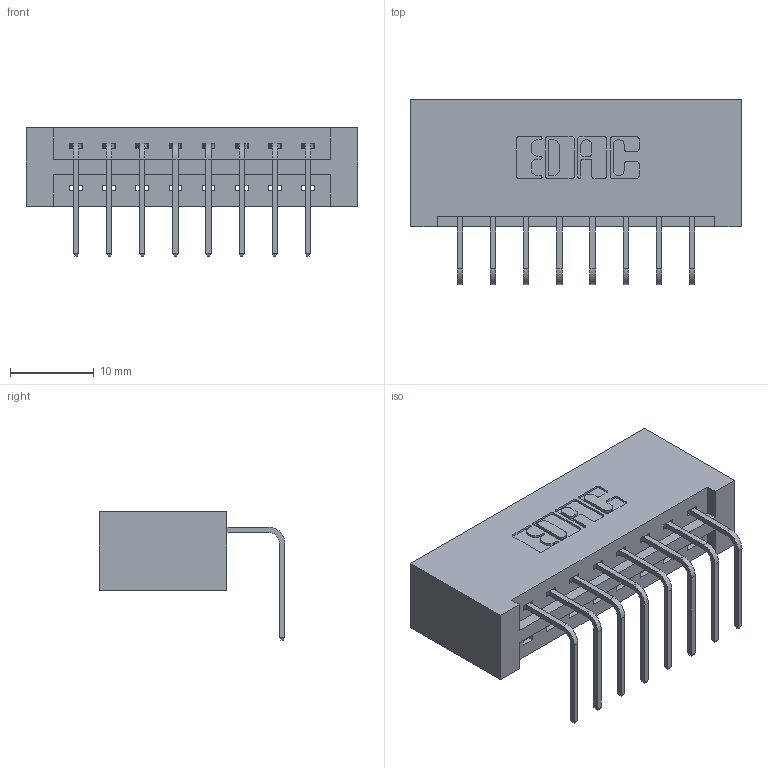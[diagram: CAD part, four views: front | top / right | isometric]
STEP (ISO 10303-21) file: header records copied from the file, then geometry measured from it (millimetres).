
FILE_DESCRIPTION (( 'STEP AP203' ), '1' );
FILE_NAME ('337-008-558-101.STEP', '2019-10-07T11:12:17', ( '' ), ( '' ), 'SwSTEP 2.0', 'SolidWorks 2016', '' );
FILE_SCHEMA (( 'CONFIG_CONTROL_DESIGN' ));
Length unit declared in the file: inch
Products named in the file (3): 337-008-558-101; 337 Part_No Mounting Lugs; 345-292-001_558 Tail - 2
Assembly tree (9 placements, depth 2):
  337-008-558-101
    337 Part_No Mounting Lugs
    345-292-001_558 Tail - 2  x8
Bounding box: 39.57 x 22.17 x 15.37 mm (x, y, z)
Volume: 4452.9 mm3; surface area: 4557.9 mm2
Topology: 9 solids, 9 shells, 618 faces, 1839 edges, 1214 vertices
Faces by surface type: plane 450, cylinder 168
Entity records: 10151 total; most frequent: CARTESIAN_POINT 1774, ORIENTED_EDGE 1718, DIRECTION 1555, EDGE_CURVE 859, VECTOR 739, LINE 739, VERTEX_POINT 570, AXIS2_PLACEMENT_3D 408
